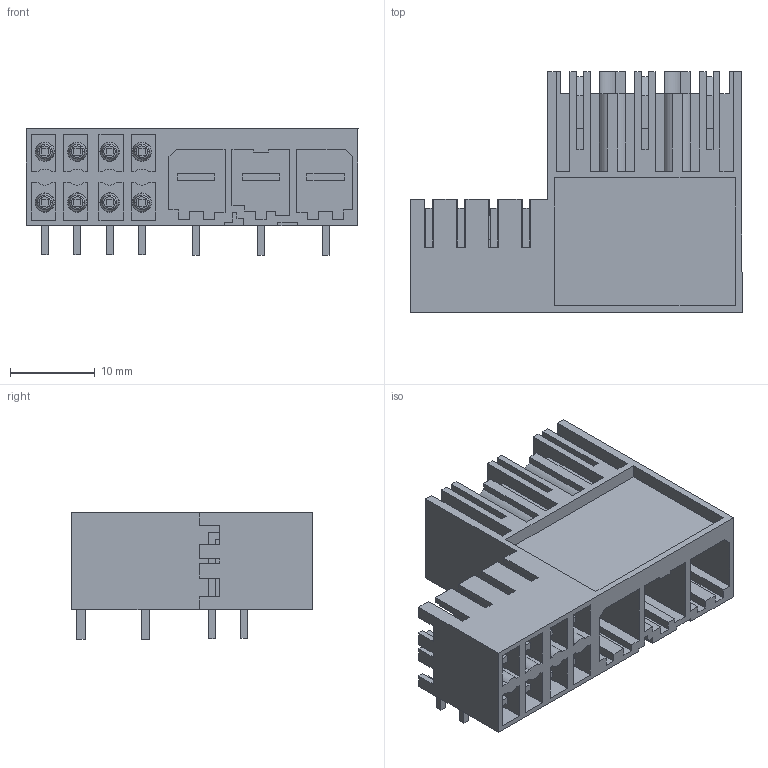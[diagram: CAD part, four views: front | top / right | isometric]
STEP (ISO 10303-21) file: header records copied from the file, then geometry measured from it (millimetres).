
FILE_DESCRIPTION(('CATIA V5R22 STEP214','CAx-IF Rec.Pracs.--- Model Styling and Organization---1.4--- 2014-01-23'),'2;1');
FILE_NAME ('007936-3_0_1156940000_1156940000.stp','2023-06-20T08:25:04+00:00',('none'),('Weidmueller'),'CATIA Version 5-6 Release 2016 SP3 HF44','CATIA V5 STEP AP214','none');
FILE_SCHEMA(('AUTOMOTIVE_DESIGN { 1 0 10303 214 1 1 1 1 }'));
Length unit declared in the file: millimetre
Products named in the file (1): 1156940000
Bounding box: 39.07 x 28.3 x 14.9 mm (x, y, z)
Volume: 4988.8 mm3; surface area: 9025.8 mm2
Topology: 12 solids, 12 shells, 667 faces, 1963 edges, 1329 vertices
Faces by surface type: plane 605, torus 32, cone 16, cylinder 14
Entity records: 20531 total; most frequent: ORIENTED_EDGE 3926, CARTESIAN_POINT 3840, DIRECTION 2689, EDGE_CURVE 1963, VECTOR 1831, LINE 1831, VERTEX_POINT 1329, EDGE_LOOP 698
